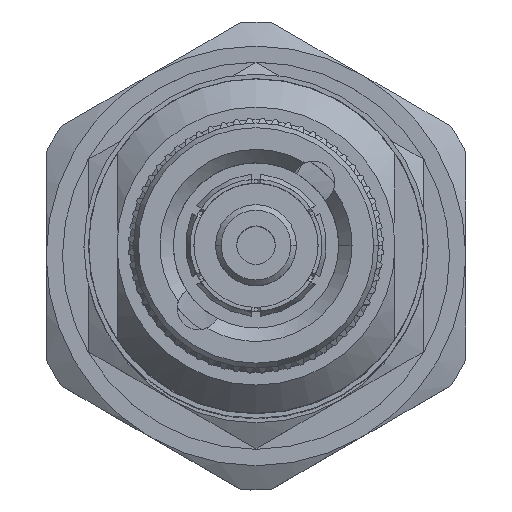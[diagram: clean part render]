
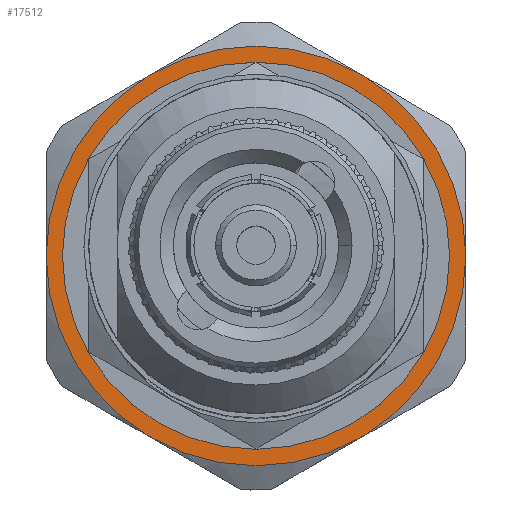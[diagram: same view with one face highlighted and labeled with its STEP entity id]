
A CAD part, top view. The second image highlights one B-rep face of the part: STEP entity #17512.
In plain terms, the highlighted face is planar.
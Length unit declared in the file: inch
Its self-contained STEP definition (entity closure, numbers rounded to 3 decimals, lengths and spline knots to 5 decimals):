
#254 = ORIENTED_EDGE ( 'NONE', *, *, #18128, .F. ) ;
#448 = CARTESIAN_POINT ( 'NONE',  ( 1.38976, 0., 0. ) ) ;
#922 = VERTEX_POINT ( 'NONE', #3817 ) ;
#984 = CARTESIAN_POINT ( 'NONE',  ( 1.38976, -0.40659, -0.23474 ) ) ;
#1287 = VERTEX_POINT ( 'NONE', #17267 ) ;
#1418 = AXIS2_PLACEMENT_3D ( 'NONE', #448, #12238, #7091 ) ;
#2600 = EDGE_LOOP ( 'NONE', ( #7193, #254 ) ) ;
#2709 = EDGE_CURVE ( 'NONE', #1287, #922, #14507, .T. ) ;
#2954 = AXIS2_PLACEMENT_3D ( 'NONE', #11976, #6835, #13183 ) ;
#3328 = EDGE_CURVE ( 'NONE', #4664, #6387, #16945, .T. ) ;
#3439 = CIRCLE ( 'NONE', #1418, 0.46949 ) ;
#3812 = CARTESIAN_POINT ( 'NONE',  ( 1.38976, 0., 0. ) ) ;
#3815 = CARTESIAN_POINT ( 'NONE',  ( 1.38976, 0., 0. ) ) ;
#3817 = CARTESIAN_POINT ( 'NONE',  ( 1.38976, 0.40659, 0.23474 ) ) ;
#3902 = EDGE_CURVE ( 'NONE', #7785, #21498, #14448, .T. ) ;
#4225 = CARTESIAN_POINT ( 'NONE',  ( 1.38976, 0., -0.46949 ) ) ;
#4513 = DIRECTION ( 'NONE',  ( -1., 0., 0. ) ) ;
#4664 = VERTEX_POINT ( 'NONE', #13719 ) ;
#4971 = ORIENTED_EDGE ( 'NONE', *, *, #17613, .F. ) ;
#5010 = AXIS2_PLACEMENT_3D ( 'NONE', #3815, #10252, #11790 ) ;
#5200 = CARTESIAN_POINT ( 'NONE',  ( 1.38976, 0., 0.42913 ) ) ;
#5451 = DIRECTION ( 'NONE',  ( 0., 0., 1. ) ) ;
#5983 = CIRCLE ( 'NONE', #20991, 0.46949 ) ;
#6227 = ORIENTED_EDGE ( 'NONE', *, *, #20850, .F. ) ;
#6387 = VERTEX_POINT ( 'NONE', #5200 ) ;
#6441 = CIRCLE ( 'NONE', #2954, 0.46949 ) ;
#6656 = CARTESIAN_POINT ( 'NONE',  ( 1.38976, 0., 0. ) ) ;
#6803 = CARTESIAN_POINT ( 'NONE',  ( 1.38976, 0., 0. ) ) ;
#6835 = DIRECTION ( 'NONE',  ( -1., 0., 0. ) ) ;
#7043 = CIRCLE ( 'NONE', #13334, 0.42913 ) ;
#7091 = DIRECTION ( 'NONE',  ( 0., 0., 1. ) ) ;
#7126 = EDGE_CURVE ( 'NONE', #922, #7785, #3439, .T. ) ;
#7193 = ORIENTED_EDGE ( 'NONE', *, *, #3328, .F. ) ;
#7785 = VERTEX_POINT ( 'NONE', #8357 ) ;
#7822 = ORIENTED_EDGE ( 'NONE', *, *, #19586, .F. ) ;
#7902 = ORIENTED_EDGE ( 'NONE', *, *, #3902, .F. ) ;
#8087 = AXIS2_PLACEMENT_3D ( 'NONE', #6803, #10292, #10516 ) ;
#8111 = FACE_BOUND ( 'NONE', #2600, .T. ) ;
#8357 = CARTESIAN_POINT ( 'NONE',  ( 1.38976, 0.40659, -0.23474 ) ) ;
#8622 = DIRECTION ( 'NONE',  ( 1., 0., 0. ) ) ;
#8909 = AXIS2_PLACEMENT_3D ( 'NONE', #3812, #13660, #5451 ) ;
#9472 = AXIS2_PLACEMENT_3D ( 'NONE', #19486, #21553, #19810 ) ;
#9530 = DIRECTION ( 'NONE',  ( 0., 0., 1. ) ) ;
#9648 = FACE_OUTER_BOUND ( 'NONE', #18401, .T. ) ;
#10252 = DIRECTION ( 'NONE',  ( -1., 0., 0. ) ) ;
#10292 = DIRECTION ( 'NONE',  ( -1., 0., 0. ) ) ;
#10516 = DIRECTION ( 'NONE',  ( 0., 0., 1. ) ) ;
#11790 = DIRECTION ( 'NONE',  ( 0., 0., 1. ) ) ;
#11794 = ORIENTED_EDGE ( 'NONE', *, *, #7126, .F. ) ;
#11976 = CARTESIAN_POINT ( 'NONE',  ( 1.38976, 0., 0. ) ) ;
#12238 = DIRECTION ( 'NONE',  ( -1., 0., 0. ) ) ;
#12631 = DIRECTION ( 'NONE',  ( 1., 0., 0. ) ) ;
#13145 = PLANE ( 'NONE',  #9472 ) ;
#13183 = DIRECTION ( 'NONE',  ( 0., 0., 1. ) ) ;
#13334 = AXIS2_PLACEMENT_3D ( 'NONE', #6656, #8622, #13335 ) ;
#13335 = DIRECTION ( 'NONE',  ( 0., 0., -1. ) ) ;
#13660 = DIRECTION ( 'NONE',  ( -1., 0., 0. ) ) ;
#13719 = CARTESIAN_POINT ( 'NONE',  ( 1.38976, 0., -0.42913 ) ) ;
#14378 = CIRCLE ( 'NONE', #8087, 0.46949 ) ;
#14448 = CIRCLE ( 'NONE', #5010, 0.46949 ) ;
#14507 = CIRCLE ( 'NONE', #8909, 0.46949 ) ;
#15689 = VERTEX_POINT ( 'NONE', #19233 ) ;
#15902 = AXIS2_PLACEMENT_3D ( 'NONE', #19187, #12631, #18967 ) ;
#16625 = CARTESIAN_POINT ( 'NONE',  ( 1.38976, 0., 0. ) ) ;
#16945 = CIRCLE ( 'NONE', #15902, 0.42913 ) ;
#17267 = CARTESIAN_POINT ( 'NONE',  ( 1.38976, 0., 0.46949 ) ) ;
#17512 = ADVANCED_FACE ( 'NONE', ( #8111, #9648 ), #13145, .F. ) ;
#17613 = EDGE_CURVE ( 'NONE', #21498, #18168, #5983, .T. ) ;
#18128 = EDGE_CURVE ( 'NONE', #6387, #4664, #7043, .T. ) ;
#18134 = ORIENTED_EDGE ( 'NONE', *, *, #2709, .F. ) ;
#18168 = VERTEX_POINT ( 'NONE', #984 ) ;
#18401 = EDGE_LOOP ( 'NONE', ( #7902, #11794, #18134, #7822, #6227, #4971 ) ) ;
#18967 = DIRECTION ( 'NONE',  ( 0., 0., -1. ) ) ;
#19187 = CARTESIAN_POINT ( 'NONE',  ( 1.38976, 0., 0. ) ) ;
#19233 = CARTESIAN_POINT ( 'NONE',  ( 1.38976, -0.40659, 0.23474 ) ) ;
#19486 = CARTESIAN_POINT ( 'NONE',  ( 1.38976, 0., 0. ) ) ;
#19586 = EDGE_CURVE ( 'NONE', #15689, #1287, #14378, .T. ) ;
#19810 = DIRECTION ( 'NONE',  ( 0., 0., 1. ) ) ;
#20850 = EDGE_CURVE ( 'NONE', #18168, #15689, #6441, .T. ) ;
#20991 = AXIS2_PLACEMENT_3D ( 'NONE', #16625, #4513, #9530 ) ;
#21498 = VERTEX_POINT ( 'NONE', #4225 ) ;
#21553 = DIRECTION ( 'NONE',  ( -1., 0., 0. ) ) ;
